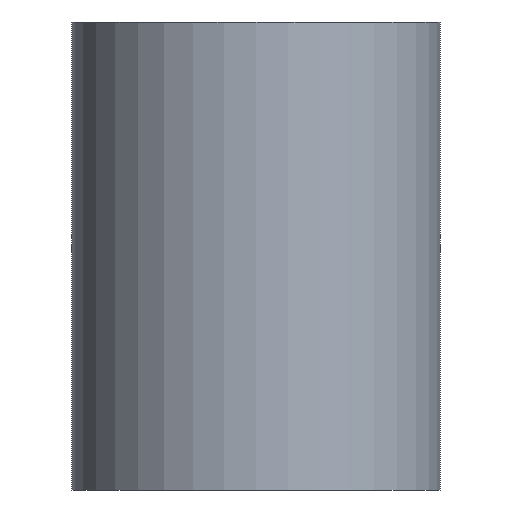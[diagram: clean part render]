
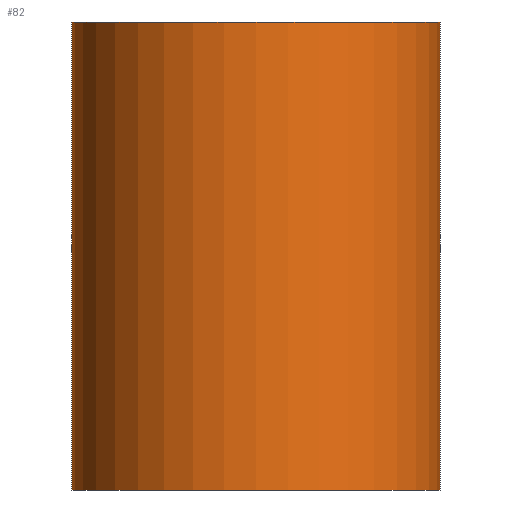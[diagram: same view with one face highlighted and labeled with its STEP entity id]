
A CAD part, front view. The second image highlights one B-rep face of the part: STEP entity #82.
In plain terms, the highlighted cylindrical face has radius 10 mm (diameter 20 mm), a full revolution.
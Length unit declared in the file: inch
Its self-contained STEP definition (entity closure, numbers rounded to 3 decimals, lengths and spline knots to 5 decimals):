
#3 = EDGE_LOOP ( 'NONE', ( #243 ) ) ;
#10 = CIRCLE ( 'NONE', #194, 0.3937 ) ;
#28 = CARTESIAN_POINT ( 'NONE',  ( 0., 0., 1. ) ) ;
#29 = CARTESIAN_POINT ( 'NONE',  ( 0., 0., 0. ) ) ;
#32 = DIRECTION ( 'NONE',  ( 0., 0., 1. ) ) ;
#36 = AXIS2_PLACEMENT_3D ( 'NONE', #29, #32, #178 ) ;
#54 = EDGE_CURVE ( 'NONE', #196, #196, #10, .T. ) ;
#55 = FACE_OUTER_BOUND ( 'NONE', #3, .T. ) ;
#56 = EDGE_LOOP ( 'NONE', ( #66 ) ) ;
#66 = ORIENTED_EDGE ( 'NONE', *, *, #309, .T. ) ;
#77 = DIRECTION ( 'NONE',  ( 0., 0., 1. ) ) ;
#82 = ADVANCED_FACE ( 'NONE', ( #55, #218 ), #293, .T. ) ;
#132 = DIRECTION ( 'NONE',  ( 1., 0., 0. ) ) ;
#147 = CARTESIAN_POINT ( 'NONE',  ( 0., 0., 1. ) ) ;
#156 = AXIS2_PLACEMENT_3D ( 'NONE', #147, #224, #193 ) ;
#178 = DIRECTION ( 'NONE',  ( 1., 0., 0. ) ) ;
#193 = DIRECTION ( 'NONE',  ( -1., 0., 0. ) ) ;
#194 = AXIS2_PLACEMENT_3D ( 'NONE', #28, #77, #132 ) ;
#196 = VERTEX_POINT ( 'NONE', #284 ) ;
#206 = CARTESIAN_POINT ( 'NONE',  ( 0.3937, 0., 0. ) ) ;
#218 = FACE_OUTER_BOUND ( 'NONE', #56, .T. ) ;
#221 = VERTEX_POINT ( 'NONE', #206 ) ;
#224 = DIRECTION ( 'NONE',  ( 0., 0., -1. ) ) ;
#225 = CIRCLE ( 'NONE', #36, 0.3937 ) ;
#243 = ORIENTED_EDGE ( 'NONE', *, *, #54, .F. ) ;
#284 = CARTESIAN_POINT ( 'NONE',  ( 0.3937, 0., 1. ) ) ;
#293 = CYLINDRICAL_SURFACE ( 'NONE', #156, 0.3937 ) ;
#309 = EDGE_CURVE ( 'NONE', #221, #221, #225, .T. ) ;
